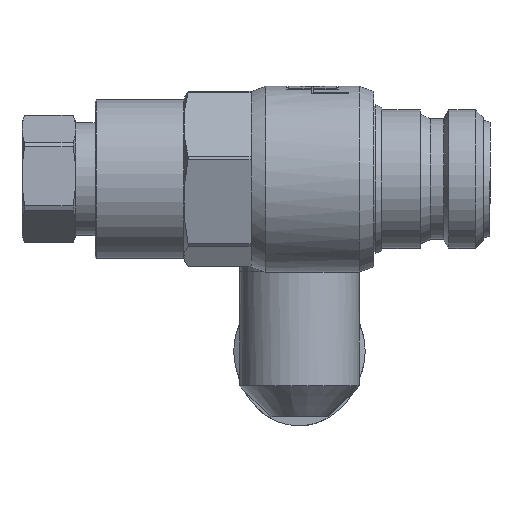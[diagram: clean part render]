
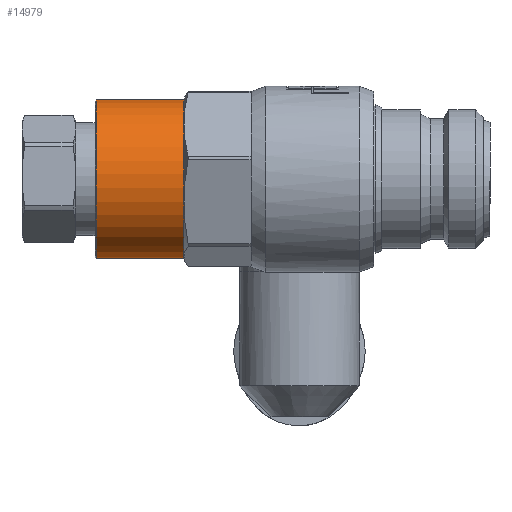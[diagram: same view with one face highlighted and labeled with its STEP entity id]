
A CAD part, left-side view. The second image highlights one B-rep face of the part: STEP entity #14979.
In plain terms, the highlighted cylindrical face has radius 12 mm (diameter 24 mm), a full revolution.
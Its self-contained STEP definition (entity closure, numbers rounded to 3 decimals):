
#14289=CARTESIAN_POINT('',(-10.392,46.1,6.));
#14290=VERTEX_POINT('',#14289);
#14313=CARTESIAN_POINT('',(0.,46.1,12.));
#14314=VERTEX_POINT('',#14313);
#14328=CARTESIAN_POINT('',(0.,46.1,0.0));
#14329=DIRECTION('',(0.0,1.0,0.0));
#14330=DIRECTION('',(1.0,0.0,0.0));
#14331=AXIS2_PLACEMENT_3D('',#14328,#14329,#14330);
#14332=CIRCLE('',#14331,12.);
#14333=EDGE_CURVE('',#14290,#14314,#14332,.T.);
#14345=CARTESIAN_POINT('',(-10.392,46.1,-6.));
#14346=VERTEX_POINT('',#14345);
#14382=CARTESIAN_POINT('',(0.,46.1,0.0));
#14383=DIRECTION('',(0.0,1.0,0.0));
#14384=DIRECTION('',(1.0,0.0,0.0));
#14385=AXIS2_PLACEMENT_3D('',#14382,#14383,#14384);
#14386=CIRCLE('',#14385,12.);
#14387=EDGE_CURVE('',#14346,#14290,#14386,.T.);
#14412=CARTESIAN_POINT('',(0.,46.1,-12.));
#14413=VERTEX_POINT('',#14412);
#14414=CARTESIAN_POINT('',(0.,46.1,0.0));
#14415=DIRECTION('',(0.0,1.0,0.0));
#14416=DIRECTION('',(1.0,0.0,0.0));
#14417=AXIS2_PLACEMENT_3D('',#14414,#14415,#14416);
#14418=CIRCLE('',#14417,12.);
#14419=EDGE_CURVE('',#14413,#14346,#14418,.T.);
#14466=CARTESIAN_POINT('',(10.392,46.1,-6.));
#14467=VERTEX_POINT('',#14466);
#14468=CARTESIAN_POINT('',(0.,46.1,0.0));
#14469=DIRECTION('',(0.0,1.0,0.0));
#14470=DIRECTION('',(1.0,0.0,0.0));
#14471=AXIS2_PLACEMENT_3D('',#14468,#14469,#14470);
#14472=CIRCLE('',#14471,12.);
#14473=EDGE_CURVE('',#14467,#14413,#14472,.T.);
#14520=CARTESIAN_POINT('',(10.392,46.1,6.));
#14521=VERTEX_POINT('',#14520);
#14522=CARTESIAN_POINT('',(0.,46.1,0.0));
#14523=DIRECTION('',(0.0,1.0,0.0));
#14524=DIRECTION('',(1.0,0.0,0.0));
#14525=AXIS2_PLACEMENT_3D('',#14522,#14523,#14524);
#14526=CIRCLE('',#14525,12.);
#14527=EDGE_CURVE('',#14521,#14467,#14526,.T.);
#14574=CARTESIAN_POINT('',(0.,46.1,0.0));
#14575=DIRECTION('',(0.0,1.0,0.0));
#14576=DIRECTION('',(1.0,0.0,0.0));
#14577=AXIS2_PLACEMENT_3D('',#14574,#14575,#14576);
#14578=CIRCLE('',#14577,12.);
#14579=EDGE_CURVE('',#14314,#14521,#14578,.T.);
#14942=CARTESIAN_POINT('',(12.,59.3,0.));
#14943=VERTEX_POINT('',#14942);
#14944=CARTESIAN_POINT('',(0.,59.3,0.0));
#14945=DIRECTION('',(0.0,1.0,0.0));
#14946=DIRECTION('',(-1.0,0.0,0.0));
#14947=AXIS2_PLACEMENT_3D('',#14944,#14945,#14946);
#14948=CIRCLE('',#14947,12.);
#14949=EDGE_CURVE('',#14943,#14943,#14948,.T.);
#14963=CARTESIAN_POINT('',(0.,47.75,0.0));
#14964=DIRECTION('',(0.,-1.0,0.0));
#14965=DIRECTION('',(1.0,0.0,0.0));
#14966=AXIS2_PLACEMENT_3D('',#14963,#14964,#14965);
#14967=CYLINDRICAL_SURFACE('',#14966,12.);
#14968=ORIENTED_EDGE('',*,*,#14527,.T.);
#14969=ORIENTED_EDGE('',*,*,#14473,.T.);
#14970=ORIENTED_EDGE('',*,*,#14419,.T.);
#14971=ORIENTED_EDGE('',*,*,#14387,.T.);
#14972=ORIENTED_EDGE('',*,*,#14333,.T.);
#14973=ORIENTED_EDGE('',*,*,#14579,.T.);
#14974=EDGE_LOOP('',(#14968,#14969,#14970,#14971,#14972,#14973));
#14975=FACE_OUTER_BOUND('',#14974,.T.);
#14976=ORIENTED_EDGE('',*,*,#14949,.F.);
#14977=EDGE_LOOP('',(#14976));
#14978=FACE_BOUND('',#14977,.T.);
#14979=ADVANCED_FACE('',(#14975,#14978),#14967,.T.);
